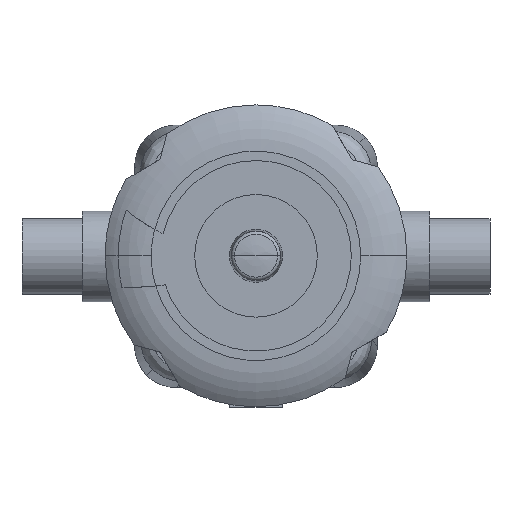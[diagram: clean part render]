
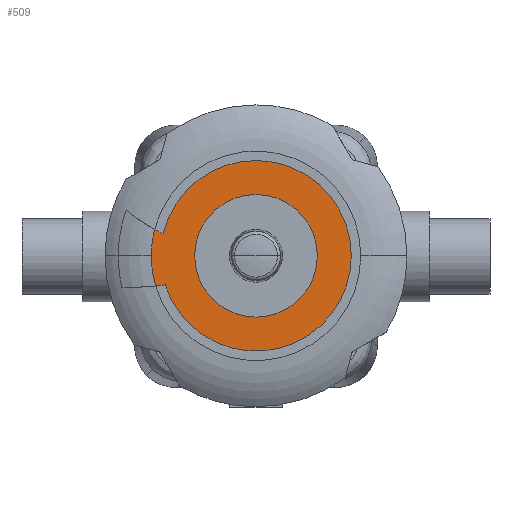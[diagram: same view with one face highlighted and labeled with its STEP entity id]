
A CAD part, top view. The second image highlights one B-rep face of the part: STEP entity #509.
In plain terms, the highlighted planar face has unit normal (0, 0, 1).
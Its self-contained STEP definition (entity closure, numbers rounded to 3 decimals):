
#509=ADVANCED_FACE('',(#1032,#1033),#1034,.T.);
#1032=FACE_OUTER_BOUND('',#2669,.T.);
#1033=FACE_BOUND('',#2670,.T.);
#1034=PLANE('',#2671);
#2669=EDGE_LOOP('',(#4046,#4047,#4048,#4049,#4050,#4051));
#2670=EDGE_LOOP('',(#4052,#4053));
#2671=AXIS2_PLACEMENT_3D('',#4054,#4055,#4056);
#4046=ORIENTED_EDGE('',*,*,#4776,.F.);
#4047=ORIENTED_EDGE('',*,*,#4824,.T.);
#4048=ORIENTED_EDGE('',*,*,#4810,.F.);
#4049=ORIENTED_EDGE('',*,*,#4835,.F.);
#4050=ORIENTED_EDGE('',*,*,#4832,.T.);
#4051=ORIENTED_EDGE('',*,*,#4850,.F.);
#4052=ORIENTED_EDGE('',*,*,#4819,.T.);
#4053=ORIENTED_EDGE('',*,*,#4817,.T.);
#4054=CARTESIAN_POINT('',(0.,0.,88.95));
#4055=DIRECTION('',(0.,0.,1.0));
#4056=DIRECTION('',(1.0,0.,0.));
#4776=EDGE_CURVE('',#5598,#5594,#5600,.T.);
#4810=EDGE_CURVE('',#5658,#5661,#5662,.T.);
#4817=EDGE_CURVE('',#5668,#5672,#5674,.T.);
#4819=EDGE_CURVE('',#5672,#5668,#5676,.T.);
#4824=EDGE_CURVE('',#5598,#5661,#5681,.T.);
#4832=EDGE_CURVE('',#5684,#5693,#5695,.T.);
#4835=EDGE_CURVE('',#5684,#5658,#5698,.T.);
#4850=EDGE_CURVE('',#5594,#5693,#5718,.T.);
#5594=VERTEX_POINT('',#6960);
#5598=VERTEX_POINT('',#6965);
#5600=CIRCLE('',#6968,25.25);
#5658=VERTEX_POINT('',#7075);
#5661=VERTEX_POINT('',#7078);
#5662=CIRCLE('',#7079,27.75);
#5668=VERTEX_POINT('',#7090);
#5672=VERTEX_POINT('',#7095);
#5674=CIRCLE('',#7098,16.25);
#5676=CIRCLE('',#7100,16.25);
#5681=CIRCLE('',#7106,55.);
#5684=VERTEX_POINT('',#7109);
#5693=VERTEX_POINT('',#7129);
#5695=CIRCLE('',#7132,73.355);
#5698=CIRCLE('',#7135,27.75);
#5718=CIRCLE('',#7180,25.25);
#6960=CARTESIAN_POINT('',(25.25,0.,88.95));
#6965=CARTESIAN_POINT('',(-24.576,5.796,88.95));
#6968=AXIS2_PLACEMENT_3D('',#7924,#7925,#7926);
#7075=CARTESIAN_POINT('',(-27.75,0.,88.95));
#7078=CARTESIAN_POINT('',(-26.852,7.001,88.95));
#7079=AXIS2_PLACEMENT_3D('',#7986,#7987,#7988);
#7090=CARTESIAN_POINT('',(-16.25,0.,88.95));
#7095=CARTESIAN_POINT('',(16.25,0.,88.95));
#7098=AXIS2_PLACEMENT_3D('',#7997,#7998,#7999);
#7100=AXIS2_PLACEMENT_3D('',#8000,#8001,#8002);
#7106=AXIS2_PLACEMENT_3D('',#8007,#8008,#8009);
#7109=CARTESIAN_POINT('',(-26.578,-7.979,88.95));
#7129=CARTESIAN_POINT('',(-24.054,-7.678,88.95));
#7132=AXIS2_PLACEMENT_3D('',#8018,#8019,#8020);
#7135=AXIS2_PLACEMENT_3D('',#8024,#8025,#8026);
#7180=AXIS2_PLACEMENT_3D('',#8043,#8044,#8045);
#7924=CARTESIAN_POINT('',(0.,0.,88.95));
#7925=DIRECTION('',(0.,0.,-1.0));
#7926=DIRECTION('',(-1.0,0.,0.));
#7986=CARTESIAN_POINT('',(0.,0.,88.95));
#7987=DIRECTION('',(0.,0.,-1.0));
#7988=DIRECTION('',(1.0,0.,0.));
#7997=CARTESIAN_POINT('',(0.,0.,88.95));
#7998=DIRECTION('',(0.,0.,-1.0));
#7999=DIRECTION('',(-1.0,0.,0.));
#8000=CARTESIAN_POINT('',(0.,0.,88.95));
#8001=DIRECTION('',(0.,0.,-1.0));
#8002=DIRECTION('',(-1.0,0.,0.));
#8007=CARTESIAN_POINT('',(0.,55.,88.95));
#8008=DIRECTION('',(0.,0.,-1.0));
#8009=DIRECTION('',(0.511,0.859,0.));
#8018=CARTESIAN_POINT('',(-34.,65.,88.95));
#8019=DIRECTION('',(0.,0.,1.0));
#8020=DIRECTION('',(0.082,-0.997,0.));
#8024=CARTESIAN_POINT('',(0.,0.,88.95));
#8025=DIRECTION('',(0.,0.,-1.0));
#8026=DIRECTION('',(1.0,0.,0.));
#8043=CARTESIAN_POINT('',(0.,0.,88.95));
#8044=DIRECTION('',(0.,0.,-1.0));
#8045=DIRECTION('',(-1.0,0.,0.));
